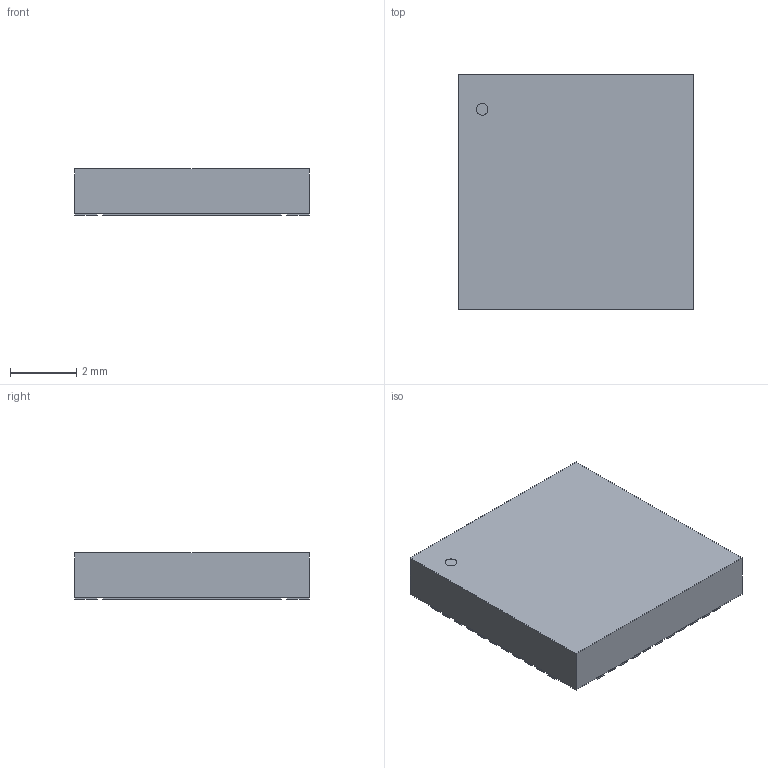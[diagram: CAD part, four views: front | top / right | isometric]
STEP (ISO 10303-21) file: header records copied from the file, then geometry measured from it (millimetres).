
FILE_DESCRIPTION(('STEP AP214'),'1');
FILE_NAME('44PW_ATM','2020-06-28T05:03:26',(''),(''),'','','');
FILE_SCHEMA(('AUTOMOTIVE_DESIGN'));
Length unit declared in the file: millimetre
Products named in the file (1): product
Bounding box: 7.1 x 7.1 x 1.4 mm (x, y, z)
Volume: 69.8 mm3; surface area: 221.3 mm2
Topology: 47 solids, 47 shells, 279 faces, 555 edges, 370 vertices
Faces by surface type: plane 278, cylinder 1
Full cylindrical faces by diameter (mm): 0.355 x1
Entity records: 6736 total; most frequent: DIRECTION 1118, ORIENTED_EDGE 1108, CARTESIAN_POINT 653, EDGE_CURVE 554, LINE 552, VECTOR 552, VERTEX_POINT 370, AXIS2_PLACEMENT_3D 283
